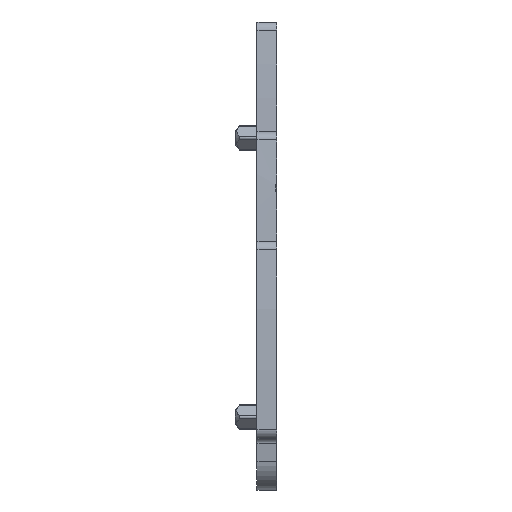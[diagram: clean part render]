
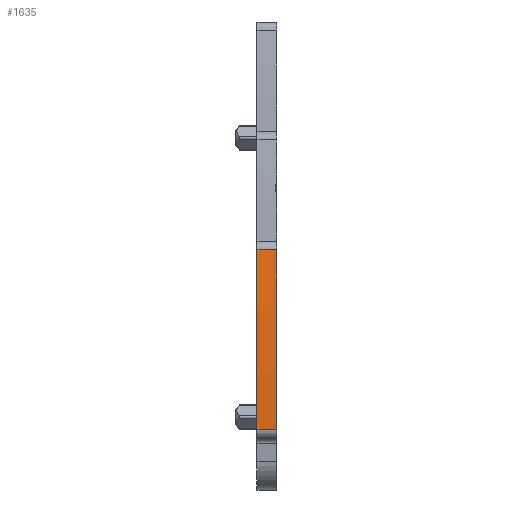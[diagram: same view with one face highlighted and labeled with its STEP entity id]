
A CAD part, front view. The second image highlights one B-rep face of the part: STEP entity #1635.
In plain terms, the highlighted cylindrical face has radius 122.2 mm (diameter 244.4 mm), a partial arc.
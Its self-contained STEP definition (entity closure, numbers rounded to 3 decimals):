
#1042=AXIS2_PLACEMENT_3D('Circle Axis2P3D',#1040,#1041,$) ;
#1214=AXIS2_PLACEMENT_3D('Circle Axis2P3D',#1212,#1213,$) ;
#1622=AXIS2_PLACEMENT_3D('Cylinder Axis2P3D',#1619,#1620,#1621) ;
#1037=CARTESIAN_POINT('Vertex',(4.4,0.978,25.426)) ;
#1040=CARTESIAN_POINT('Axis2P3D Location',(4.4,122.2,10.)) ;
#1044=CARTESIAN_POINT('Vertex',(4.4,0.054,6.37)) ;
#1209=CARTESIAN_POINT('Vertex',(2.3,0.054,6.37)) ;
#1212=CARTESIAN_POINT('Axis2P3D Location',(2.3,122.2,10.)) ;
#1216=CARTESIAN_POINT('Vertex',(2.3,0.978,25.426)) ;
#1607=CARTESIAN_POINT('Line Origine',(3.35,0.978,25.426)) ;
#1619=CARTESIAN_POINT('Axis2P3D Location',(3.35,122.2,10.)) ;
#1624=CARTESIAN_POINT('Line Origine',(3.35,0.054,6.37)) ;
#1041=DIRECTION('Axis2P3D Direction',(1.,0.,0.)) ;
#1213=DIRECTION('Axis2P3D Direction',(1.,0.,0.)) ;
#1608=DIRECTION('Vector Direction',(1.,0.,0.)) ;
#1620=DIRECTION('Axis2P3D Direction',(1.,0.,0.)) ;
#1621=DIRECTION('Axis2P3D XDirection',(0.,-0.992,0.126)) ;
#1625=DIRECTION('Vector Direction',(1.,0.,0.)) ;
#1609=VECTOR('Line Direction',#1608,1.) ;
#1626=VECTOR('Line Direction',#1625,1.) ;
#1630=ORIENTED_EDGE('',*,*,#1611,.F.) ;
#1631=ORIENTED_EDGE('',*,*,#1218,.F.) ;
#1632=ORIENTED_EDGE('',*,*,#1628,.T.) ;
#1633=ORIENTED_EDGE('',*,*,#1046,.F.) ;
#1635=ADVANCED_FACE('Assembly',(#1634),#1623,.T.) ;
#1043=CIRCLE('generated circle',#1042,122.2) ;
#1215=CIRCLE('generated circle',#1214,122.2) ;
#1623=CYLINDRICAL_SURFACE('generated cylinder',#1622,122.2) ;
#1046=EDGE_CURVE('',#1038,#1045,#1043,.T.) ;
#1218=EDGE_CURVE('',#1210,#1217,#1215,.F.) ;
#1611=EDGE_CURVE('',#1217,#1038,#1610,.T.) ;
#1628=EDGE_CURVE('',#1210,#1045,#1627,.T.) ;
#1629=EDGE_LOOP('',(#1630,#1631,#1632,#1633)) ;
#1634=FACE_OUTER_BOUND('',#1629,.T.) ;
#1610=LINE('Line',#1607,#1609) ;
#1627=LINE('Line',#1624,#1626) ;
#1038=VERTEX_POINT('',#1037) ;
#1045=VERTEX_POINT('',#1044) ;
#1210=VERTEX_POINT('',#1209) ;
#1217=VERTEX_POINT('',#1216) ;
